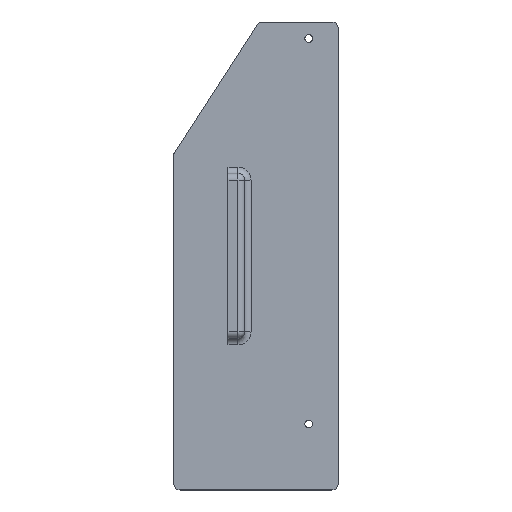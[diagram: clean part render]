
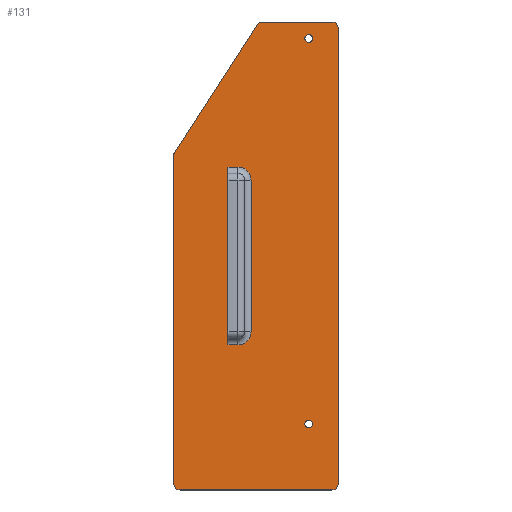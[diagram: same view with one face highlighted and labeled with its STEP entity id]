
A CAD part, top view. The second image highlights one B-rep face of the part: STEP entity #131.
In plain terms, the highlighted planar face has unit normal (0, 0, 1).
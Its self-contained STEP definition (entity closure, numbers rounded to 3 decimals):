
#59=FACE_BOUND('',#203,.T.);
#60=FACE_BOUND('',#204,.T.);
#61=FACE_BOUND('',#205,.T.);
#62=FACE_BOUND('',#206,.T.);
#86=CIRCLE('',#648,4.);
#87=CIRCLE('',#649,4.);
#88=CIRCLE('',#650,1.15);
#89=CIRCLE('',#651,1.15);
#90=CIRCLE('',#652,2.);
#91=CIRCLE('',#653,2.);
#92=CIRCLE('',#654,2.);
#93=CIRCLE('',#655,2.);
#94=CIRCLE('',#656,2.);
#131=ADVANCED_FACE('',(#59,#60,#61,#62),#166,.F.);
#166=PLANE('',#657);
#203=EDGE_LOOP('',(#270,#271,#272,#273,#274,#275));
#204=EDGE_LOOP('',(#276));
#205=EDGE_LOOP('',(#277));
#206=EDGE_LOOP('',(#278,#279,#280,#281,#282,#283,#284,#285,#286,#287));
#270=ORIENTED_EDGE('',*,*,#494,.T.);
#271=ORIENTED_EDGE('',*,*,#495,.T.);
#272=ORIENTED_EDGE('',*,*,#496,.T.);
#273=ORIENTED_EDGE('',*,*,#497,.F.);
#274=ORIENTED_EDGE('',*,*,#498,.T.);
#275=ORIENTED_EDGE('',*,*,#499,.F.);
#276=ORIENTED_EDGE('',*,*,#500,.T.);
#277=ORIENTED_EDGE('',*,*,#501,.T.);
#278=ORIENTED_EDGE('',*,*,#476,.F.);
#279=ORIENTED_EDGE('',*,*,#502,.T.);
#280=ORIENTED_EDGE('',*,*,#490,.F.);
#281=ORIENTED_EDGE('',*,*,#503,.T.);
#282=ORIENTED_EDGE('',*,*,#486,.F.);
#283=ORIENTED_EDGE('',*,*,#504,.T.);
#284=ORIENTED_EDGE('',*,*,#484,.F.);
#285=ORIENTED_EDGE('',*,*,#505,.T.);
#286=ORIENTED_EDGE('',*,*,#480,.F.);
#287=ORIENTED_EDGE('',*,*,#506,.T.);
#420=VERTEX_POINT('',#917);
#421=VERTEX_POINT('',#919);
#424=VERTEX_POINT('',#926);
#425=VERTEX_POINT('',#928);
#428=VERTEX_POINT('',#935);
#429=VERTEX_POINT('',#937);
#430=VERTEX_POINT('',#941);
#431=VERTEX_POINT('',#942);
#434=VERTEX_POINT('',#950);
#435=VERTEX_POINT('',#951);
#438=VERTEX_POINT('',#959);
#439=VERTEX_POINT('',#960);
#440=VERTEX_POINT('',#962);
#441=VERTEX_POINT('',#964);
#442=VERTEX_POINT('',#966);
#443=VERTEX_POINT('',#968);
#444=VERTEX_POINT('',#971);
#445=VERTEX_POINT('',#973);
#476=EDGE_CURVE('',#420,#421,#560,.T.);
#480=EDGE_CURVE('',#424,#425,#564,.T.);
#484=EDGE_CURVE('',#428,#429,#568,.T.);
#486=EDGE_CURVE('',#430,#431,#570,.T.);
#490=EDGE_CURVE('',#434,#435,#574,.T.);
#494=EDGE_CURVE('',#438,#439,#578,.T.);
#495=EDGE_CURVE('',#439,#440,#579,.T.);
#496=EDGE_CURVE('',#440,#441,#580,.T.);
#497=EDGE_CURVE('',#442,#441,#86,.T.);
#498=EDGE_CURVE('',#442,#443,#581,.T.);
#499=EDGE_CURVE('',#438,#443,#87,.T.);
#500=EDGE_CURVE('',#444,#444,#88,.T.);
#501=EDGE_CURVE('',#445,#445,#89,.T.);
#502=EDGE_CURVE('',#420,#435,#90,.T.);
#503=EDGE_CURVE('',#434,#431,#91,.T.);
#504=EDGE_CURVE('',#430,#429,#92,.T.);
#505=EDGE_CURVE('',#428,#425,#93,.T.);
#506=EDGE_CURVE('',#424,#421,#94,.T.);
#560=LINE('',#918,#602);
#564=LINE('',#927,#606);
#568=LINE('',#936,#610);
#570=LINE('',#940,#612);
#574=LINE('',#949,#616);
#578=LINE('',#958,#620);
#579=LINE('',#961,#621);
#580=LINE('',#963,#622);
#581=LINE('',#967,#623);
#602=VECTOR('',#722,1.);
#606=VECTOR('',#728,1.);
#610=VECTOR('',#734,1.);
#612=VECTOR('',#738,1.);
#616=VECTOR('',#744,1.);
#620=VECTOR('',#750,1.);
#621=VECTOR('',#751,1.);
#622=VECTOR('',#752,1.);
#623=VECTOR('',#755,1.);
#648=AXIS2_PLACEMENT_3D('',#965,#753,#754);
#649=AXIS2_PLACEMENT_3D('',#969,#756,#757);
#650=AXIS2_PLACEMENT_3D('',#970,#758,#759);
#651=AXIS2_PLACEMENT_3D('',#972,#760,#761);
#652=AXIS2_PLACEMENT_3D('',#974,#762,#763);
#653=AXIS2_PLACEMENT_3D('',#975,#764,#765);
#654=AXIS2_PLACEMENT_3D('',#976,#766,#767);
#655=AXIS2_PLACEMENT_3D('',#977,#768,#769);
#656=AXIS2_PLACEMENT_3D('',#978,#770,#771);
#657=AXIS2_PLACEMENT_3D('',#979,#772,#773);
#722=DIRECTION('',(1.,0.,0.));
#728=DIRECTION('',(0.,-1.,0.));
#734=DIRECTION('',(-1.,0.,0.));
#738=DIRECTION('',(0.,1.,0.));
#744=DIRECTION('',(0.543,0.84,0.));
#750=DIRECTION('',(-1.,0.,0.));
#751=DIRECTION('',(0.,1.,0.));
#752=DIRECTION('',(1.,0.,0.));
#753=DIRECTION('',(0.,0.,1.));
#754=DIRECTION('',(-1.,0.,0.));
#755=DIRECTION('',(0.,-1.,0.));
#756=DIRECTION('',(0.,0.,1.));
#757=DIRECTION('',(-1.,0.,0.));
#758=DIRECTION('',(0.,0.,-1.));
#759=DIRECTION('',(-1.,0.,0.));
#760=DIRECTION('',(0.,0.,-1.));
#761=DIRECTION('',(-1.,0.,0.));
#762=DIRECTION('',(0.,0.,1.));
#763=DIRECTION('',(-1.,0.,0.));
#764=DIRECTION('',(0.,0.,1.));
#765=DIRECTION('',(-1.,0.,0.));
#766=DIRECTION('',(0.,0.,1.));
#767=DIRECTION('',(-1.,0.,0.));
#768=DIRECTION('',(0.,0.,1.));
#769=DIRECTION('',(-1.,0.,0.));
#770=DIRECTION('',(0.,0.,1.));
#771=DIRECTION('',(-1.,0.,0.));
#772=DIRECTION('',(0.,0.,-1.));
#773=DIRECTION('',(-1.,0.,0.));
#917=CARTESIAN_POINT('',(61.932,71.,3.));
#918=CARTESIAN_POINT('',(60.843,71.,3.));
#919=CARTESIAN_POINT('',(83.,71.,3.));
#926=CARTESIAN_POINT('',(85.,69.,3.));
#927=CARTESIAN_POINT('',(85.,71.,3.));
#928=CARTESIAN_POINT('',(85.,-69.,3.));
#935=CARTESIAN_POINT('',(83.,-71.,3.));
#936=CARTESIAN_POINT('',(85.,-71.,3.));
#937=CARTESIAN_POINT('',(37.,-71.,3.));
#940=CARTESIAN_POINT('',(35.,-71.,3.));
#941=CARTESIAN_POINT('',(35.,-69.,3.));
#942=CARTESIAN_POINT('',(35.,30.41,3.));
#949=CARTESIAN_POINT('',(35.,31.,3.));
#950=CARTESIAN_POINT('',(35.32,31.495,3.));
#951=CARTESIAN_POINT('',(60.252,70.085,3.));
#958=CARTESIAN_POINT('',(0.,-27.,3.));
#959=CARTESIAN_POINT('',(54.5,-27.,3.));
#960=CARTESIAN_POINT('',(51.5,-27.,3.));
#961=CARTESIAN_POINT('',(51.5,-25.,3.));
#962=CARTESIAN_POINT('',(51.5,27.,3.));
#963=CARTESIAN_POINT('',(0.,27.,3.));
#964=CARTESIAN_POINT('',(54.5,27.,3.));
#965=CARTESIAN_POINT('',(54.5,23.,3.));
#966=CARTESIAN_POINT('',(58.5,23.,3.));
#967=CARTESIAN_POINT('',(58.5,0.,3.));
#968=CARTESIAN_POINT('',(58.5,-23.,3.));
#969=CARTESIAN_POINT('',(54.5,-23.,3.));
#970=CARTESIAN_POINT('',(76.,-51.,3.));
#971=CARTESIAN_POINT('',(74.85,-51.,3.));
#972=CARTESIAN_POINT('',(76.,66.,3.));
#973=CARTESIAN_POINT('',(74.85,66.,3.));
#974=CARTESIAN_POINT('',(61.932,69.,3.));
#975=CARTESIAN_POINT('',(37.,30.41,3.));
#976=CARTESIAN_POINT('',(37.,-69.,3.));
#977=CARTESIAN_POINT('',(83.,-69.,3.));
#978=CARTESIAN_POINT('',(83.,69.,3.));
#979=CARTESIAN_POINT('',(0.,0.,3.));
